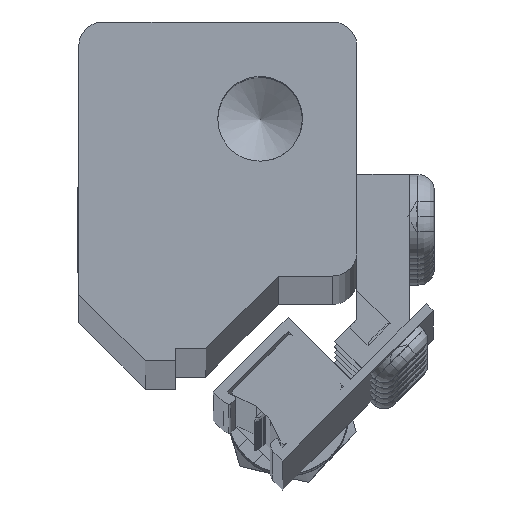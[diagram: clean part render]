
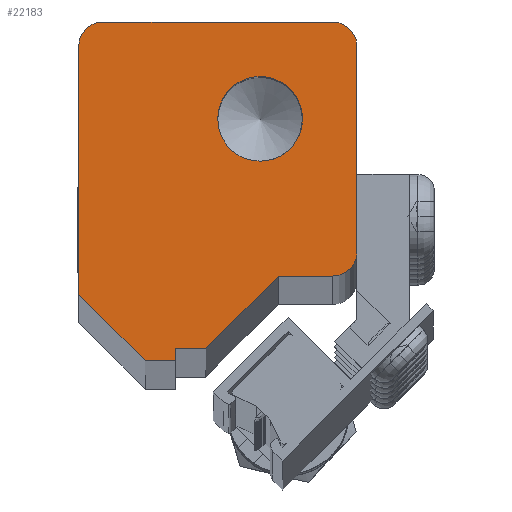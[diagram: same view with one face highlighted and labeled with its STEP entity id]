
A CAD part, top view. The second image highlights one B-rep face of the part: STEP entity #22183.
In plain terms, the highlighted planar face has unit normal (0, 0, 1).
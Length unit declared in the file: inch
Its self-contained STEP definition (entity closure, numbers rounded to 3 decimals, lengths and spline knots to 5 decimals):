
#1256=FACE_BOUND('',#3580,.T.);
#2191=FACE_OUTER_BOUND('',#3579,.T.);
#3579=EDGE_LOOP('',(#15942,#15943,#15944,#15945,#15946,#15947,#15948,#15949,
#15950,#15951,#15952,#15953));
#3580=EDGE_LOOP('',(#15954));
#5086=CIRCLE('',#24031,0.125);
#5087=CIRCLE('',#24032,0.125);
#5088=CIRCLE('',#24033,0.125);
#5089=CIRCLE('',#24034,0.21875);
#6223=LINE('',#35218,#7681);
#6224=LINE('',#35220,#7682);
#6225=LINE('',#35224,#7683);
#6226=LINE('',#35228,#7684);
#6227=LINE('',#35232,#7685);
#6228=LINE('',#35234,#7686);
#6229=LINE('',#35236,#7687);
#6230=LINE('',#35238,#7688);
#6231=LINE('',#35239,#7689);
#7681=VECTOR('',#28159,0.3937);
#7682=VECTOR('',#28160,0.3937);
#7683=VECTOR('',#28163,0.3937);
#7684=VECTOR('',#28166,0.3937);
#7685=VECTOR('',#28169,0.3937);
#7686=VECTOR('',#28170,0.3937);
#7687=VECTOR('',#28171,0.3937);
#7688=VECTOR('',#28172,0.3937);
#7689=VECTOR('',#28173,0.3937);
#9429=VERTEX_POINT('',#35216);
#9430=VERTEX_POINT('',#35217);
#9431=VERTEX_POINT('',#35219);
#9432=VERTEX_POINT('',#35221);
#9433=VERTEX_POINT('',#35223);
#9434=VERTEX_POINT('',#35225);
#9435=VERTEX_POINT('',#35227);
#9436=VERTEX_POINT('',#35229);
#9437=VERTEX_POINT('',#35231);
#9438=VERTEX_POINT('',#35233);
#9439=VERTEX_POINT('',#35235);
#9440=VERTEX_POINT('',#35237);
#9441=VERTEX_POINT('',#35240);
#11857=EDGE_CURVE('',#9429,#9430,#6223,.T.);
#11858=EDGE_CURVE('',#9431,#9429,#6224,.T.);
#11859=EDGE_CURVE('',#9432,#9431,#5086,.T.);
#11860=EDGE_CURVE('',#9433,#9432,#6225,.T.);
#11861=EDGE_CURVE('',#9434,#9433,#5087,.T.);
#11862=EDGE_CURVE('',#9435,#9434,#6226,.T.);
#11863=EDGE_CURVE('',#9436,#9435,#5088,.T.);
#11864=EDGE_CURVE('',#9437,#9436,#6227,.T.);
#11865=EDGE_CURVE('',#9438,#9437,#6228,.T.);
#11866=EDGE_CURVE('',#9439,#9438,#6229,.T.);
#11867=EDGE_CURVE('',#9440,#9439,#6230,.T.);
#11868=EDGE_CURVE('',#9430,#9440,#6231,.T.);
#11869=EDGE_CURVE('',#9441,#9441,#5089,.T.);
#15942=ORIENTED_EDGE('',*,*,#11857,.F.);
#15943=ORIENTED_EDGE('',*,*,#11858,.F.);
#15944=ORIENTED_EDGE('',*,*,#11859,.F.);
#15945=ORIENTED_EDGE('',*,*,#11860,.F.);
#15946=ORIENTED_EDGE('',*,*,#11861,.F.);
#15947=ORIENTED_EDGE('',*,*,#11862,.F.);
#15948=ORIENTED_EDGE('',*,*,#11863,.F.);
#15949=ORIENTED_EDGE('',*,*,#11864,.F.);
#15950=ORIENTED_EDGE('',*,*,#11865,.F.);
#15951=ORIENTED_EDGE('',*,*,#11866,.F.);
#15952=ORIENTED_EDGE('',*,*,#11867,.F.);
#15953=ORIENTED_EDGE('',*,*,#11868,.F.);
#15954=ORIENTED_EDGE('',*,*,#11869,.T.);
#19833=PLANE('',#24030);
#22183=ADVANCED_FACE('',(#2191,#1256),#19833,.T.);
#24030=AXIS2_PLACEMENT_3D('',#35215,#28157,#28158);
#24031=AXIS2_PLACEMENT_3D('',#35222,#28161,#28162);
#24032=AXIS2_PLACEMENT_3D('',#35226,#28164,#28165);
#24033=AXIS2_PLACEMENT_3D('',#35230,#28167,#28168);
#24034=AXIS2_PLACEMENT_3D('',#35241,#28174,#28175);
#28157=DIRECTION('center_axis',(0.,0.,
1.));
#28158=DIRECTION('ref_axis',(1.,0.,0.));
#28159=DIRECTION('',(-0.707,-0.707,0.));
#28160=DIRECTION('',(-1.,0.,0.));
#28161=DIRECTION('center_axis',(0.,0.,
-1.));
#28162=DIRECTION('ref_axis',(0.,-1.,0.));
#28163=DIRECTION('',(0.,-1.,0.));
#28164=DIRECTION('center_axis',(0.,0.,
-1.));
#28165=DIRECTION('ref_axis',(1.,0.,0.));
#28166=DIRECTION('',(1.,0.,0.));
#28167=DIRECTION('center_axis',(0.,0.,
-1.));
#28168=DIRECTION('ref_axis',(0.,-1.,0.));
#28169=DIRECTION('',(0.,1.,0.));
#28170=DIRECTION('',(-0.707,0.707,0.));
#28171=DIRECTION('',(-1.,0.,0.));
#28172=DIRECTION('',(0.,-1.,0.));
#28173=DIRECTION('',(-1.,0.,0.));
#28174=DIRECTION('center_axis',(0.,0.,
-1.));
#28175=DIRECTION('ref_axis',(1.,0.,0.));
#35215=CARTESIAN_POINT('Origin',(0.34914,0.75957,42.1875));
#35216=CARTESIAN_POINT('',(0.46209,0.2204,42.1875));
#35217=CARTESIAN_POINT('',(0.08709,-0.1546,42.1875));
#35218=CARTESIAN_POINT('',(0.08709,-0.1546,42.1875));
#35219=CARTESIAN_POINT('',(0.74334,0.2204,42.1875));
#35220=CARTESIAN_POINT('',(0.46209,0.2204,42.1875));
#35221=CARTESIAN_POINT('',(0.86834,0.3454,42.1875));
#35222=CARTESIAN_POINT('Origin',(0.74334,0.3454,42.1875));
#35223=CARTESIAN_POINT('',(0.86834,1.4079,42.1875));
#35224=CARTESIAN_POINT('',(0.86834,0.3454,42.1875));
#35225=CARTESIAN_POINT('',(0.74334,1.5329,42.1875));
#35226=CARTESIAN_POINT('Origin',(0.74334,1.4079,42.1875));
#35227=CARTESIAN_POINT('',(-0.44416,1.5329,42.1875));
#35228=CARTESIAN_POINT('',(-0.44416,1.5329,42.1875));
#35229=CARTESIAN_POINT('',(-0.56916,1.4079,42.1875));
#35230=CARTESIAN_POINT('Origin',(-0.44416,1.4079,42.1875));
#35231=CARTESIAN_POINT('',(-0.56916,0.1269,42.1875));
#35232=CARTESIAN_POINT('',(-0.56916,0.1269,42.1875));
#35233=CARTESIAN_POINT('',(-0.22516,-0.2171,42.1875));
#35234=CARTESIAN_POINT('',(-0.22516,-0.2171,42.1875));
#35235=CARTESIAN_POINT('',(-0.06916,-0.2171,42.1875));
#35236=CARTESIAN_POINT('',(-0.06916,-0.2171,42.1875));
#35237=CARTESIAN_POINT('',(-0.06916,-0.1546,42.1875));
#35238=CARTESIAN_POINT('',(-0.06916,1.5329,42.1875));
#35239=CARTESIAN_POINT('',(-0.06916,-0.1546,42.1875));
#35240=CARTESIAN_POINT('',(0.14959,1.0329,42.1875));
#35241=CARTESIAN_POINT('Origin',(0.36834,1.0329,42.1875));
